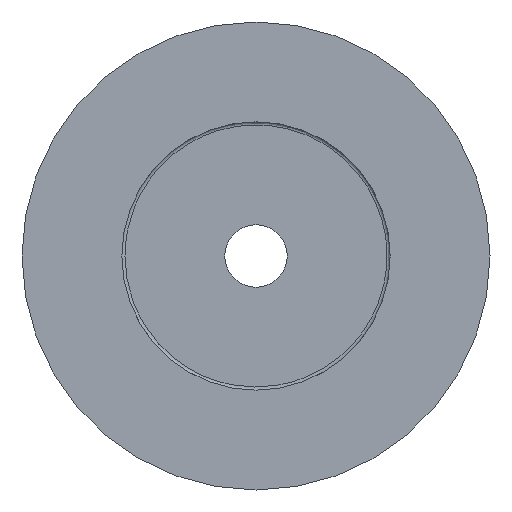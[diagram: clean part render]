
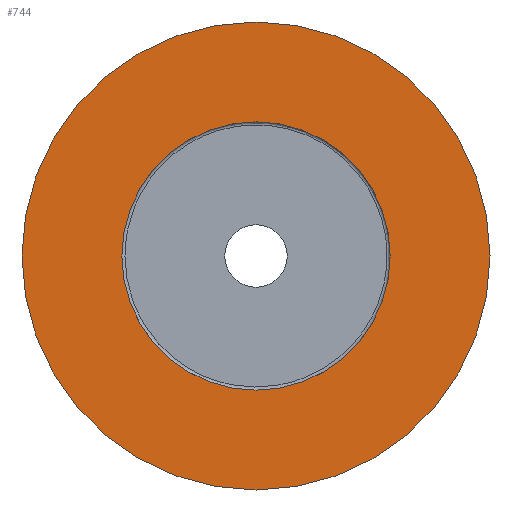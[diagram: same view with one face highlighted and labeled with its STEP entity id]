
A CAD part, left-side view. The second image highlights one B-rep face of the part: STEP entity #744.
In plain terms, the highlighted planar face has unit normal (-1, 0, 0).
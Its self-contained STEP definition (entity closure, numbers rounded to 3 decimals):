
#1 = DIRECTION ( 'NONE',  ( 0., 1., 0. ) ) ;
#11 = EDGE_CURVE ( 'NONE', #449, #449, #28, .T. ) ;
#28 = CIRCLE ( 'NONE', #784, 15. ) ;
#65 = ORIENTED_EDGE ( 'NONE', *, *, #448, .T. ) ;
#72 = PLANE ( 'NONE',  #721 ) ;
#77 = FACE_BOUND ( 'NONE', #508, .T. ) ;
#87 = EDGE_LOOP ( 'NONE', ( #148 ) ) ;
#90 = DIRECTION ( 'NONE',  ( 1., 0., 0. ) ) ;
#117 = CIRCLE ( 'NONE', #184, 8.6 ) ;
#135 = DIRECTION ( 'NONE',  ( -1., 0., 0. ) ) ;
#148 = ORIENTED_EDGE ( 'NONE', *, *, #11, .F. ) ;
#159 = FACE_OUTER_BOUND ( 'NONE', #87, .T. ) ;
#184 = AXIS2_PLACEMENT_3D ( 'NONE', #669, #90, #750 ) ;
#239 = CARTESIAN_POINT ( 'NONE',  ( 0., 15., 0. ) ) ;
#249 = CARTESIAN_POINT ( 'NONE',  ( 0., 8.6, 0. ) ) ;
#383 = VERTEX_POINT ( 'NONE', #249 ) ;
#440 = CARTESIAN_POINT ( 'NONE',  ( 0., 0., 0. ) ) ;
#448 = EDGE_CURVE ( 'NONE', #383, #383, #117, .T. ) ;
#449 = VERTEX_POINT ( 'NONE', #239 ) ;
#508 = EDGE_LOOP ( 'NONE', ( #65 ) ) ;
#526 = CARTESIAN_POINT ( 'NONE',  ( 0., 15., 0. ) ) ;
#593 = DIRECTION ( 'NONE',  ( 0., -1., 0. ) ) ;
#669 = CARTESIAN_POINT ( 'NONE',  ( 0., 0., 0. ) ) ;
#706 = DIRECTION ( 'NONE',  ( 1., 0., 0. ) ) ;
#721 = AXIS2_PLACEMENT_3D ( 'NONE', #526, #135, #593 ) ;
#744 = ADVANCED_FACE ( 'NONE', ( #77, #159 ), #72, .T. ) ;
#750 = DIRECTION ( 'NONE',  ( 0., 1., 0. ) ) ;
#784 = AXIS2_PLACEMENT_3D ( 'NONE', #440, #706, #1 ) ;
